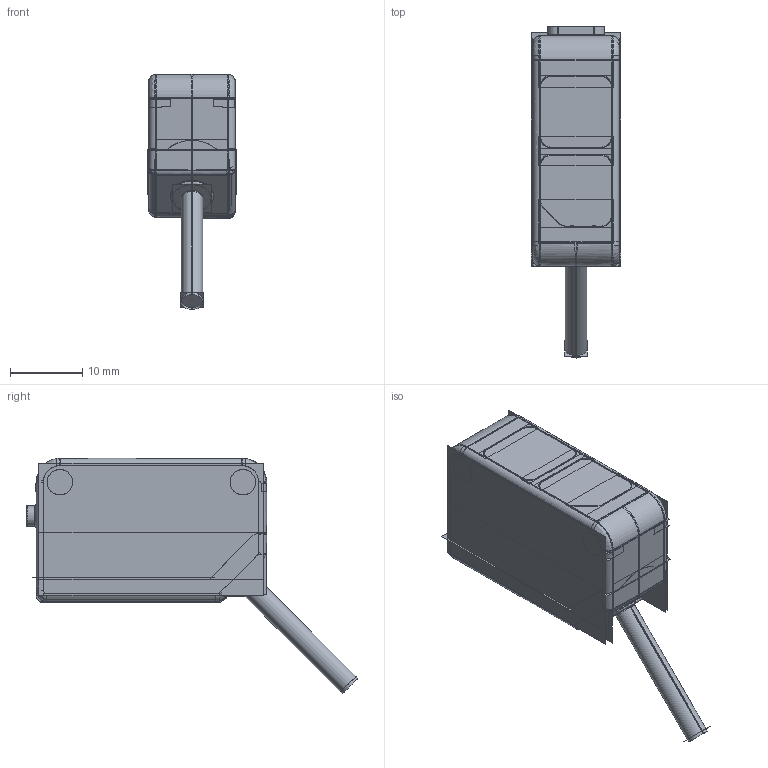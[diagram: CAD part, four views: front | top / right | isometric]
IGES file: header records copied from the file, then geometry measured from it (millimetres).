
Start section:  PTC IGES file: 136040_sm01.igs
Global section: file name: 136040_sm01.igs; native system: Creo Parametric by PTC Inc.; preprocessor: 2019292; author: PDMAdmin; organization: Unknown; date: 20221129.131914; units: millimetre
Bounding box: 12.48 x 46.04 x 32.67 mm (x, y, z)
Volume: 6838.4 mm3; surface area: 22093 mm2
Topology: 2 solids, 3 shells, 996 faces, 4832 edges, 5965 vertices
Faces by surface type: bspline 586, revolution 410
